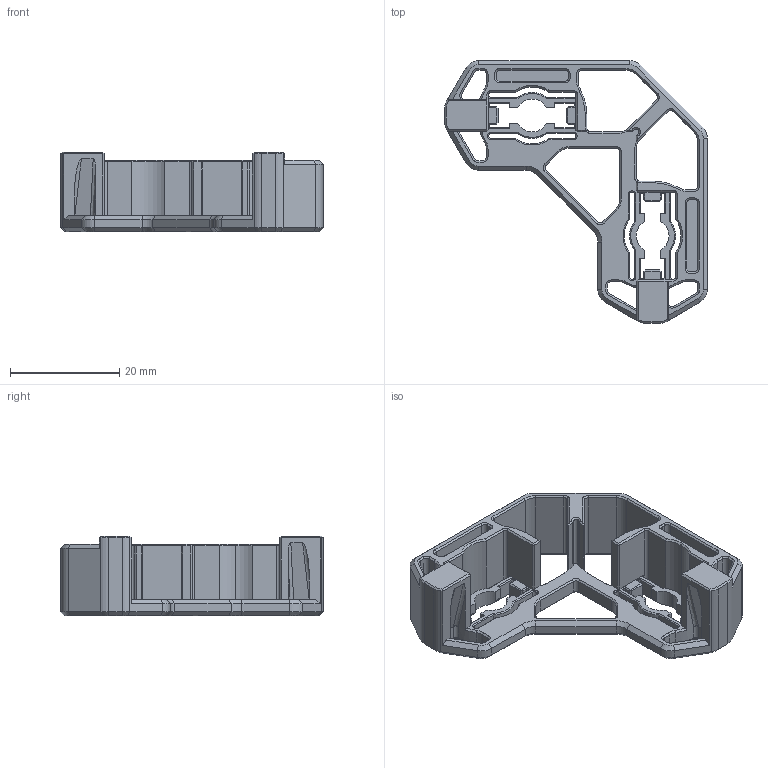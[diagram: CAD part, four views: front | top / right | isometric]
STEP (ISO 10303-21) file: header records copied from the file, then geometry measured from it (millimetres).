
FILE_DESCRIPTION (( 'STEP AP203' ), '1' );
FILE_NAME ('corner_lock_body 10.STEP', '2020-10-22T19:14:45', ( '' ), ( '' ), 'SwSTEP 2.0', 'SolidWorks 2019', '' );
FILE_SCHEMA (( 'CONFIG_CONTROL_DESIGN' ));
Length unit declared in the file: millimetre
Products named in the file (1): corner_lock_body 10
Bounding box: 48 x 48 x 14.6 mm (x, y, z)
Volume: 6029.4 mm3; surface area: 6921.1 mm2
Topology: 1 solids, 1 shells, 627 faces, 1543 edges, 914 vertices
Faces by surface type: plane 342, cone 158, cylinder 115, bspline 12
Entity records: 18875 total; most frequent: CARTESIAN_POINT 4108, ORIENTED_EDGE 3086, DIRECTION 3033, EDGE_CURVE 1543, LINE 1047, VECTOR 1047, AXIS2_PLACEMENT_3D 993, VERTEX_POINT 914
